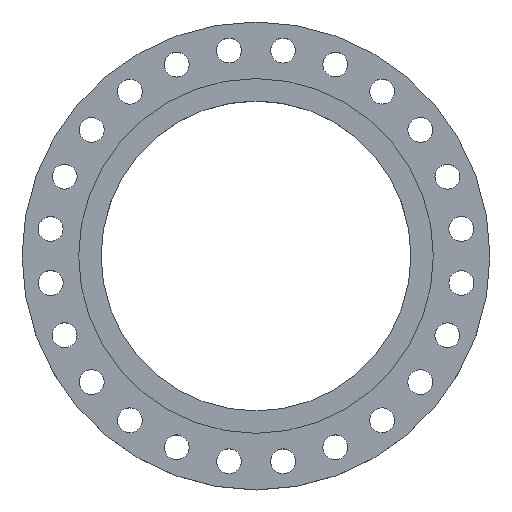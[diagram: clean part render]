
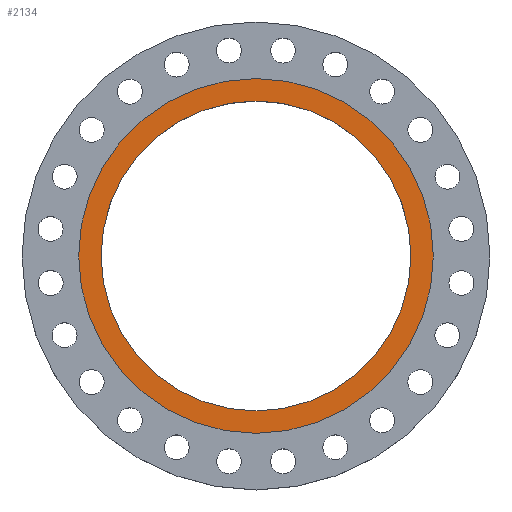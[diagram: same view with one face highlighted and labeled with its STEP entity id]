
A CAD part, top view. The second image highlights one B-rep face of the part: STEP entity #2134.
In plain terms, the highlighted planar face has unit normal (0, 0, 1).
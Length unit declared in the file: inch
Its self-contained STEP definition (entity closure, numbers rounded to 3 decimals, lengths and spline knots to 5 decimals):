
#6 = CARTESIAN_POINT ( 'NONE',  ( 10.1, 0., 0. ) ) ;
#7 = CIRCLE ( 'NONE', #2026, 10.1 ) ;
#13 = CIRCLE ( 'NONE', #1086, 11.56 ) ;
#23 = CARTESIAN_POINT ( 'NONE',  ( 0., 0., 0. ) ) ;
#44 = DIRECTION ( 'NONE',  ( 0., 0., 1. ) ) ;
#182 = DIRECTION ( 'NONE',  ( 0., 0., 1. ) ) ;
#239 = ORIENTED_EDGE ( 'NONE', *, *, #1593, .F. ) ;
#247 = DIRECTION ( 'NONE',  ( 1., 0., 0. ) ) ;
#278 = VERTEX_POINT ( 'NONE', #1284 ) ;
#305 = VERTEX_POINT ( 'NONE', #2043 ) ;
#406 = CARTESIAN_POINT ( 'NONE',  ( 0., 0., 0. ) ) ;
#410 = CIRCLE ( 'NONE', #1434, 10.1 ) ;
#417 = CARTESIAN_POINT ( 'NONE',  ( 11.56, 0., 0. ) ) ;
#420 = ORIENTED_EDGE ( 'NONE', *, *, #1327, .F. ) ;
#430 = VERTEX_POINT ( 'NONE', #417 ) ;
#579 = CARTESIAN_POINT ( 'NONE',  ( 0., 0., 0. ) ) ;
#633 = DIRECTION ( 'NONE',  ( 0., 0., 1. ) ) ;
#660 = AXIS2_PLACEMENT_3D ( 'NONE', #862, #182, #1172 ) ;
#794 = FACE_BOUND ( 'NONE', #893, .T. ) ;
#808 = ORIENTED_EDGE ( 'NONE', *, *, #1906, .T. ) ;
#862 = CARTESIAN_POINT ( 'NONE',  ( 0., 0., 0. ) ) ;
#893 = EDGE_LOOP ( 'NONE', ( #239, #420 ) ) ;
#978 = DIRECTION ( 'NONE',  ( 0., 0., 1. ) ) ;
#1070 = EDGE_LOOP ( 'NONE', ( #808, #2147 ) ) ;
#1086 = AXIS2_PLACEMENT_3D ( 'NONE', #2150, #978, #1489 ) ;
#1097 = FACE_OUTER_BOUND ( 'NONE', #1070, .T. ) ;
#1172 = DIRECTION ( 'NONE',  ( 1., 0., 0. ) ) ;
#1247 = VERTEX_POINT ( 'NONE', #6 ) ;
#1284 = CARTESIAN_POINT ( 'NONE',  ( -10.1, 0., 0. ) ) ;
#1327 = EDGE_CURVE ( 'NONE', #278, #1247, #7, .T. ) ;
#1434 = AXIS2_PLACEMENT_3D ( 'NONE', #579, #1543, #1753 ) ;
#1448 = EDGE_CURVE ( 'NONE', #305, #430, #2065, .T. ) ;
#1489 = DIRECTION ( 'NONE',  ( 1., 0., 0. ) ) ;
#1543 = DIRECTION ( 'NONE',  ( 0., 0., 1. ) ) ;
#1593 = EDGE_CURVE ( 'NONE', #1247, #278, #410, .T. ) ;
#1629 = PLANE ( 'NONE',  #1936 ) ;
#1753 = DIRECTION ( 'NONE',  ( 1., 0., 0. ) ) ;
#1884 = DIRECTION ( 'NONE',  ( 1., 0., 0. ) ) ;
#1906 = EDGE_CURVE ( 'NONE', #430, #305, #13, .T. ) ;
#1936 = AXIS2_PLACEMENT_3D ( 'NONE', #406, #633, #247 ) ;
#2026 = AXIS2_PLACEMENT_3D ( 'NONE', #23, #44, #1884 ) ;
#2043 = CARTESIAN_POINT ( 'NONE',  ( -11.56, 0., 0. ) ) ;
#2065 = CIRCLE ( 'NONE', #660, 11.56 ) ;
#2134 = ADVANCED_FACE ( 'NONE', ( #794, #1097 ), #1629, .T. ) ;
#2147 = ORIENTED_EDGE ( 'NONE', *, *, #1448, .T. ) ;
#2150 = CARTESIAN_POINT ( 'NONE',  ( 0., 0., 0. ) ) ;
